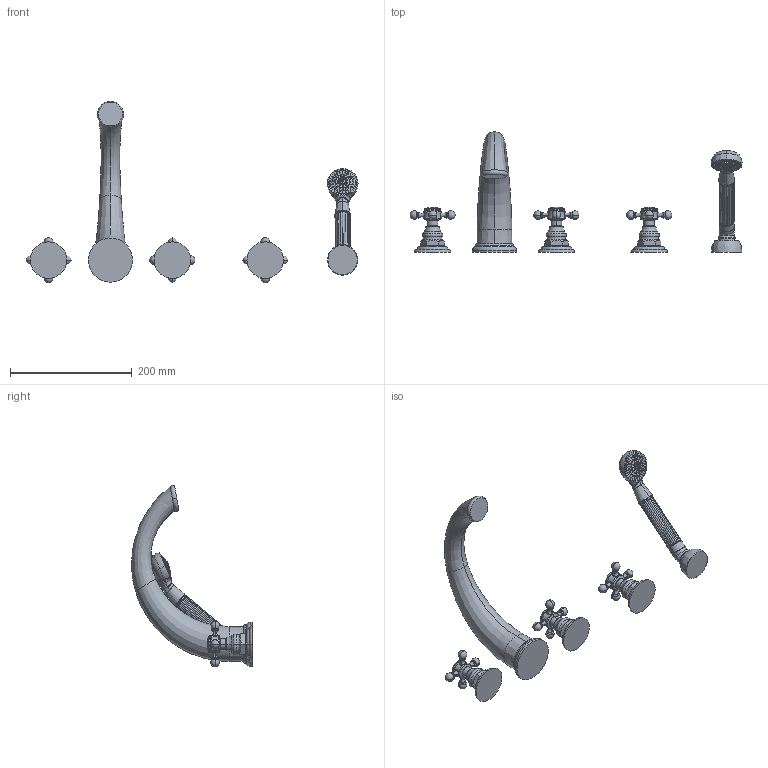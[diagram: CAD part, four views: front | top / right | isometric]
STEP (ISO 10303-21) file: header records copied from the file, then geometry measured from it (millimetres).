
FILE_DESCRIPTION((''),'2;1');
FILE_NAME('3-897','2021-03-16T13:45:53',('jinson.thomas'),(''),'CREO PARAMETRIC BY PTC INC, 2018400','CREO PARAMETRIC BY PTC INC, 2018400','');
FILE_SCHEMA(('CONFIG_CONTROL_DESIGN'));
Length unit declared in the file: inch
Products named in the file (1): 3-897
Bounding box: 544.84 x 198.07 x 297.49 mm (x, y, z)
Volume: 947045.2 mm3; surface area: 131486 mm2
Topology: 5 solids, 5 shells, 1000 faces, 2246 edges, 1325 vertices
Faces by surface type: cylinder 255, plane 220, torus 196, bspline 145, cone 128, sphere 48, extrusion 8
Entity records: 40928 total; most frequent: CARTESIAN_POINT 19993, ORIENTED_EDGE 4428, DIRECTION 4157, EDGE_CURVE 2214, AXIS2_PLACEMENT_3D 1804, VERTEX_POINT 1325, EDGE_LOOP 1101, FACE_OUTER_BOUND 1000
